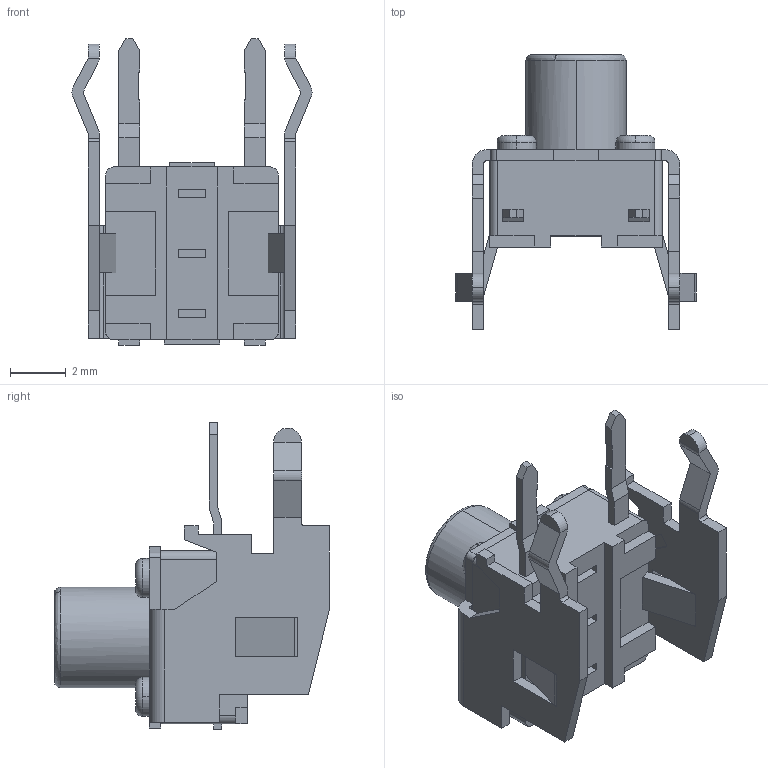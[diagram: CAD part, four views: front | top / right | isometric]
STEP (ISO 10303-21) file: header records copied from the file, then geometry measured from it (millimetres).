
FILE_DESCRIPTION(('STEP AP214'),'1');
FILE_NAME(' ',' ',('TraceParts'),('TraceParts S.A.'),'XStep 1.0',' ',' ');
FILE_SCHEMA(('automotive_design'));
Length unit declared in the file: millimetre
Products named in the file (7): 翌拶凰3; 翌拶凰4; 翌拶凰2; 翌拶凰5; 翌拶凰6; 翌拶凰7; 翌拶凰1
Bounding box: 8.61 x 9.85 x 11 mm (x, y, z)
Volume: 192.4 mm3; surface area: 440.9 mm2
Topology: 7 solids, 7 shells, 279 faces, 732 edges, 480 vertices
Faces by surface type: plane 217, cylinder 52, torus 8, bspline 2
Entity records: 8733 total; most frequent: CARTESIAN_POINT 1603, ORIENTED_EDGE 1464, DIRECTION 1428, EDGE_CURVE 732, LINE 600, VECTOR 600, VERTEX_POINT 480, AXIS2_PLACEMENT_3D 414
